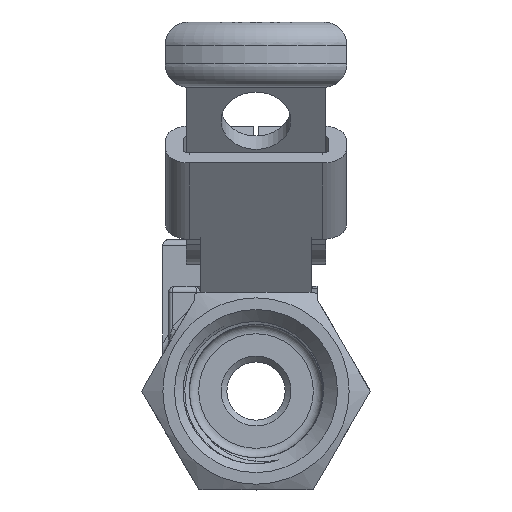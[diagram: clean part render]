
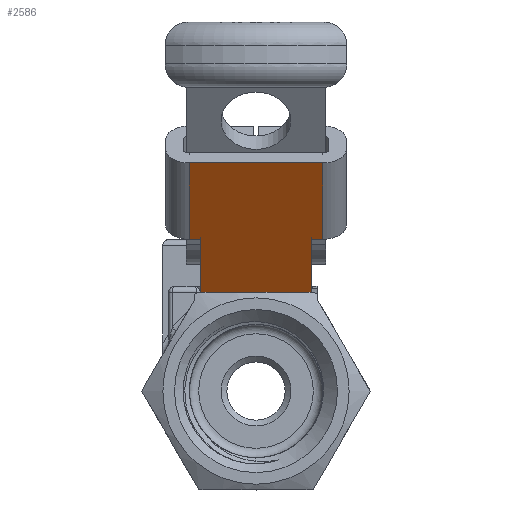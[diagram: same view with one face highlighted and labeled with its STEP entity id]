
A CAD part, left-side view. The second image highlights one B-rep face of the part: STEP entity #2586.
In plain terms, the highlighted face is planar.
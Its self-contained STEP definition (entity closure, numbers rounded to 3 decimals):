
#2586=ADVANCED_FACE('',(#5115),#5116,.F.);
#5115=FACE_OUTER_BOUND('',#11808,.T.);
#5116=PLANE('',#11809);
#11808=EDGE_LOOP('',(#19218,#19219,#19220,#19221,#19222,#19223,#19224,#19225));
#11809=AXIS2_PLACEMENT_3D('',#19226,#19227,#19228);
#19218=ORIENTED_EDGE('',*,*,#22421,.T.);
#19219=ORIENTED_EDGE('',*,*,#22479,.T.);
#19220=ORIENTED_EDGE('',*,*,#22431,.F.);
#19221=ORIENTED_EDGE('',*,*,#22399,.T.);
#19222=ORIENTED_EDGE('',*,*,#22403,.T.);
#19223=ORIENTED_EDGE('',*,*,#22461,.F.);
#19224=ORIENTED_EDGE('',*,*,#22469,.T.);
#19225=ORIENTED_EDGE('',*,*,#22465,.T.);
#19226=CARTESIAN_POINT('',(-11.678,-13.043,7.75));
#19227=DIRECTION('',(0.819,-0.574,0.0));
#19228=DIRECTION('',(0.574,0.819,0.0));
#22399=EDGE_CURVE('',#26771,#26768,#26772,.F.);
#22403=EDGE_CURVE('',#26768,#26777,#26778,.T.);
#22421=EDGE_CURVE('',#26810,#26808,#26811,.T.);
#22431=EDGE_CURVE('',#26771,#26827,#26828,.T.);
#22461=EDGE_CURVE('',#26871,#26777,#26872,.T.);
#22465=EDGE_CURVE('',#26877,#26810,#26878,.T.);
#22469=EDGE_CURVE('',#26871,#26877,#26883,.T.);
#22479=EDGE_CURVE('',#26808,#26827,#26893,.T.);
#26768=VERTEX_POINT('',#38461);
#26771=VERTEX_POINT('',#38464);
#26772=LINE('',#38465,#38466);
#26777=VERTEX_POINT('',#38472);
#26778=LINE('',#38473,#38474);
#26808=VERTEX_POINT('',#38516);
#26810=VERTEX_POINT('',#38518);
#26811=LINE('',#38519,#38520);
#26827=VERTEX_POINT('',#38541);
#26828=LINE('',#38542,#38543);
#26871=VERTEX_POINT('',#38603);
#26872=LINE('',#38604,#38605);
#26877=VERTEX_POINT('',#38612);
#26878=LINE('',#38613,#38614);
#26883=LINE('',#38621,#38622);
#26893=LINE('',#38637,#38638);
#38461=CARTESIAN_POINT('',(-11.678,-13.043,5.75));
#38464=CARTESIAN_POINT('',(-16.266,-19.596,5.75));
#38465=CARTESIAN_POINT('',(-11.678,-13.043,5.75));
#38466=VECTOR('',#41345,1.0);
#38472=CARTESIAN_POINT('',(-11.678,-13.043,4.75));
#38473=CARTESIAN_POINT('',(-11.678,-13.043,7.75));
#38474=VECTOR('',#41350,1.0);
#38516=CARTESIAN_POINT('',(-11.678,-13.043,-5.75));
#38518=CARTESIAN_POINT('',(-11.678,-13.043,-4.75));
#38519=CARTESIAN_POINT('',(-11.678,-13.043,7.75));
#38520=VECTOR('',#41372,1.0);
#38541=CARTESIAN_POINT('',(-16.266,-19.596,-5.75));
#38542=CARTESIAN_POINT('',(-16.266,-19.596,7.75));
#38543=VECTOR('',#41387,1.0);
#38603=CARTESIAN_POINT('',(-7.95,-7.718,4.75));
#38604=CARTESIAN_POINT('',(-7.95,-7.718,4.75));
#38605=VECTOR('',#41423,1.0);
#38612=CARTESIAN_POINT('',(-7.95,-7.718,-4.75));
#38613=CARTESIAN_POINT('',(-7.95,-7.718,-4.75));
#38614=VECTOR('',#41426,1.0);
#38621=CARTESIAN_POINT('',(-7.95,-7.718,4.75));
#38622=VECTOR('',#41429,1.0);
#38637=CARTESIAN_POINT('',(-11.678,-13.043,-5.75));
#38638=VECTOR('',#41435,1.0);
#41345=DIRECTION('',(-0.574,-0.819,0.0));
#41350=DIRECTION('',(0.0,0.0,-1.0));
#41372=DIRECTION('',(0.0,0.0,-1.0));
#41387=DIRECTION('',(0.0,0.0,-1.0));
#41423=DIRECTION('',(-0.574,-0.819,0.0));
#41426=DIRECTION('',(-0.574,-0.819,0.0));
#41429=DIRECTION('',(0.0,0.0,-1.0));
#41435=DIRECTION('',(-0.574,-0.819,0.0));
